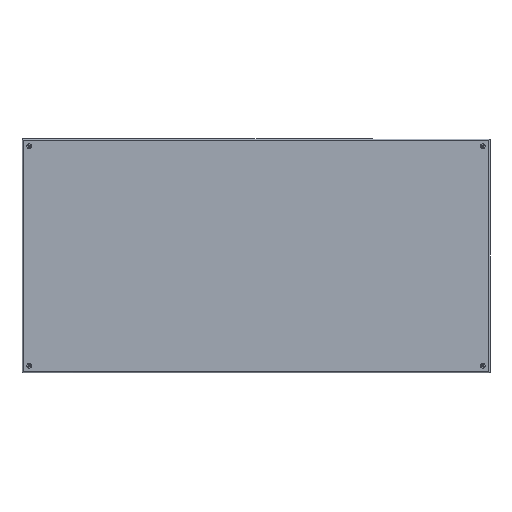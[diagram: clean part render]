
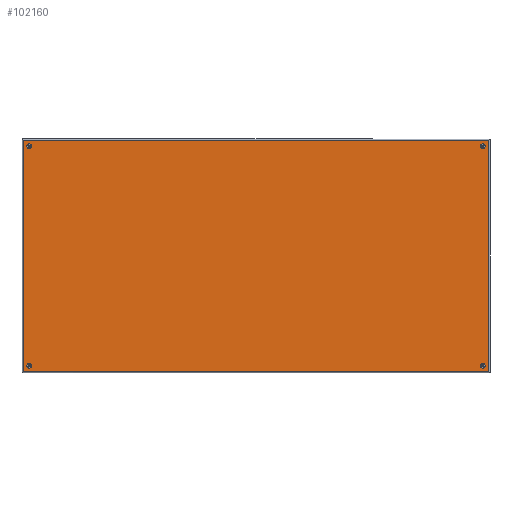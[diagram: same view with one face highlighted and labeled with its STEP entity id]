
A CAD part, left-side view. The second image highlights one B-rep face of the part: STEP entity #102160.
In plain terms, the highlighted face is planar.
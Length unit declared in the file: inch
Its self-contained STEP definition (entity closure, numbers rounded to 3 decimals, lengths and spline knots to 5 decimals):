
#1297 = ORIENTED_EDGE ( 'NONE', *, *, #57683, .T. ) ;
#2697 = DIRECTION ( 'NONE',  ( 0., -1., 0. ) ) ;
#2771 = EDGE_CURVE ( 'NONE', #14668, #29647, #33393, .T. ) ;
#4516 = VERTEX_POINT ( 'NONE', #46255 ) ;
#5230 = VECTOR ( 'NONE', #7688, 39.37008 ) ;
#5349 = ORIENTED_EDGE ( 'NONE', *, *, #85264, .T. ) ;
#6201 = CARTESIAN_POINT ( 'NONE',  ( -11.892, 0., 23.892 ) ) ;
#7688 = DIRECTION ( 'NONE',  ( 0., 0., 1. ) ) ;
#7753 = VECTOR ( 'NONE', #44118, 39.37008 ) ;
#7790 = EDGE_CURVE ( 'NONE', #4516, #20807, #95304, .T. ) ;
#8312 = CARTESIAN_POINT ( 'NONE',  ( 11.25, 0., 23. ) ) ;
#9393 = ORIENTED_EDGE ( 'NONE', *, *, #65260, .T. ) ;
#10091 = AXIS2_PLACEMENT_3D ( 'NONE', #23775, #80458, #14120 ) ;
#10108 = EDGE_CURVE ( 'NONE', #20807, #4516, #40895, .T. ) ;
#10692 = ORIENTED_EDGE ( 'NONE', *, *, #19543, .T. ) ;
#12901 = FACE_OUTER_BOUND ( 'NONE', #34734, .T. ) ;
#14120 = DIRECTION ( 'NONE',  ( 0., 0., 1. ) ) ;
#14668 = VERTEX_POINT ( 'NONE', #29749 ) ;
#15264 = CIRCLE ( 'NONE', #85238, 0.25 ) ;
#15922 = DIRECTION ( 'NONE',  ( 0., -1., 0. ) ) ;
#19543 = EDGE_CURVE ( 'NONE', #32025, #40078, #36074, .T. ) ;
#19731 = DIRECTION ( 'NONE',  ( 0., -1., 0. ) ) ;
#20807 = VERTEX_POINT ( 'NONE', #99672 ) ;
#23565 = CARTESIAN_POINT ( 'NONE',  ( -11.25, 0., 23.25 ) ) ;
#23775 = CARTESIAN_POINT ( 'NONE',  ( 11.25, 0., 23.25 ) ) ;
#24261 = AXIS2_PLACEMENT_3D ( 'NONE', #70971, #104305, #31115 ) ;
#25176 = VECTOR ( 'NONE', #64756, 39.37008 ) ;
#25241 = CARTESIAN_POINT ( 'NONE',  ( 0., 0., -23.892 ) ) ;
#25276 = CARTESIAN_POINT ( 'NONE',  ( -11.892, 0., 0. ) ) ;
#28389 = ORIENTED_EDGE ( 'NONE', *, *, #61955, .T. ) ;
#29647 = VERTEX_POINT ( 'NONE', #8312 ) ;
#29749 = CARTESIAN_POINT ( 'NONE',  ( 11.25, 0., 23.5 ) ) ;
#29995 = EDGE_LOOP ( 'NONE', ( #75297, #9393 ) ) ;
#31115 = DIRECTION ( 'NONE',  ( 0., 0., 1. ) ) ;
#31675 = DIRECTION ( 'NONE',  ( -1., 0., 0. ) ) ;
#32025 = VERTEX_POINT ( 'NONE', #74815 ) ;
#32453 = EDGE_LOOP ( 'NONE', ( #40049, #51614 ) ) ;
#32495 = DIRECTION ( 'NONE',  ( 0., 1., 0. ) ) ;
#33393 = CIRCLE ( 'NONE', #10091, 0.25 ) ;
#34515 = VECTOR ( 'NONE', #31675, 39.37008 ) ;
#34734 = EDGE_LOOP ( 'NONE', ( #28389, #44886, #105667, #10692 ) ) ;
#35235 = AXIS2_PLACEMENT_3D ( 'NONE', #65014, #15922, #73275 ) ;
#35871 = CARTESIAN_POINT ( 'NONE',  ( 11.25, 0., 23.25 ) ) ;
#35870 = CARTESIAN_POINT ( 'NONE',  ( 11.25, 0., -23. ) ) ;
#35967 = EDGE_CURVE ( 'NONE', #29647, #14668, #98902, .T. ) ;
#36074 = LINE ( 'NONE', #25276, #5230 ) ;
#39305 = CARTESIAN_POINT ( 'NONE',  ( 11.892, 0., 0. ) ) ;
#40049 = ORIENTED_EDGE ( 'NONE', *, *, #2771, .T. ) ;
#40078 = VERTEX_POINT ( 'NONE', #6201 ) ;
#40895 = CIRCLE ( 'NONE', #41078, 0.25 ) ;
#41078 = AXIS2_PLACEMENT_3D ( 'NONE', #44104, #19731, #94645 ) ;
#41741 = CARTESIAN_POINT ( 'NONE',  ( -11.25, 0., -23.5 ) ) ;
#43124 = VERTEX_POINT ( 'NONE', #41741 ) ;
#44104 = CARTESIAN_POINT ( 'NONE',  ( -11.25, 0., 23.25 ) ) ;
#44118 = DIRECTION ( 'NONE',  ( 1., 0., 0. ) ) ;
#44485 = CARTESIAN_POINT ( 'NONE',  ( 11.892, 0., -23.892 ) ) ;
#44583 = EDGE_CURVE ( 'NONE', #79841, #90704, #46961, .T. ) ;
#44886 = ORIENTED_EDGE ( 'NONE', *, *, #44583, .T. ) ;
#46255 = CARTESIAN_POINT ( 'NONE',  ( -11.25, 0., 23. ) ) ;
#46553 = VERTEX_POINT ( 'NONE', #75499 ) ;
#46661 = EDGE_LOOP ( 'NONE', ( #5349, #1297 ) ) ;
#46961 = LINE ( 'NONE', #39305, #25176 ) ;
#48774 = LINE ( 'NONE', #92534, #7753 ) ;
#51286 = FACE_BOUND ( 'NONE', #32453, .T. ) ;
#51368 = CARTESIAN_POINT ( 'NONE',  ( 11.25, 0., -23.5 ) ) ;
#51614 = ORIENTED_EDGE ( 'NONE', *, *, #35967, .T. ) ;
#52865 = CARTESIAN_POINT ( 'NONE',  ( -11.25, 0., -23.25 ) ) ;
#55305 = CIRCLE ( 'NONE', #35235, 0.25 ) ;
#56389 = LINE ( 'NONE', #25241, #34515 ) ;
#57472 = CARTESIAN_POINT ( 'NONE',  ( 11.892, 0., 23.892 ) ) ;
#57683 = EDGE_CURVE ( 'NONE', #94822, #65696, #55305, .T. ) ;
#59161 = CARTESIAN_POINT ( 'NONE',  ( 11.25, 0., -23.25 ) ) ;
#60661 = AXIS2_PLACEMENT_3D ( 'NONE', #81668, #32495, #90659 ) ;
#60667 = DIRECTION ( 'NONE',  ( 0., 0., 1. ) ) ;
#61508 = ORIENTED_EDGE ( 'NONE', *, *, #10108, .T. ) ;
#61627 = FACE_BOUND ( 'NONE', #46661, .T. ) ;
#61955 = EDGE_CURVE ( 'NONE', #40078, #79841, #48774, .T. ) ;
#64756 = DIRECTION ( 'NONE',  ( 0., 0., -1. ) ) ;
#65014 = CARTESIAN_POINT ( 'NONE',  ( 11.25, 0., -23.25 ) ) ;
#65260 = EDGE_CURVE ( 'NONE', #43124, #46553, #88894, .T. ) ;
#65613 = DIRECTION ( 'NONE',  ( 0., -1., 0. ) ) ;
#65696 = VERTEX_POINT ( 'NONE', #35870 ) ;
#67827 = AXIS2_PLACEMENT_3D ( 'NONE', #35871, #76414, #60667 ) ;
#70971 = CARTESIAN_POINT ( 'NONE',  ( -11.25, 0., -23.25 ) ) ;
#71303 = EDGE_CURVE ( 'NONE', #90704, #32025, #56389, .T. ) ;
#73177 = AXIS2_PLACEMENT_3D ( 'NONE', #52865, #2697, #84815 ) ;
#73275 = DIRECTION ( 'NONE',  ( 0., 0., 1. ) ) ;
#74815 = CARTESIAN_POINT ( 'NONE',  ( -11.892, 0., -23.892 ) ) ;
#75297 = ORIENTED_EDGE ( 'NONE', *, *, #97724, .T. ) ;
#75499 = CARTESIAN_POINT ( 'NONE',  ( -11.25, 0., -23. ) ) ;
#76414 = DIRECTION ( 'NONE',  ( 0., -1., 0. ) ) ;
#76578 = AXIS2_PLACEMENT_3D ( 'NONE', #23565, #80919, #105792 ) ;
#79841 = VERTEX_POINT ( 'NONE', #57472 ) ;
#80458 = DIRECTION ( 'NONE',  ( 0., -1., 0. ) ) ;
#80919 = DIRECTION ( 'NONE',  ( 0., -1., 0. ) ) ;
#81668 = CARTESIAN_POINT ( 'NONE',  ( 0., 0., 0. ) ) ;
#82124 = ORIENTED_EDGE ( 'NONE', *, *, #7790, .T. ) ;
#84815 = DIRECTION ( 'NONE',  ( 0., 0., 1. ) ) ;
#85238 = AXIS2_PLACEMENT_3D ( 'NONE', #59161, #65613, #99353 ) ;
#85264 = EDGE_CURVE ( 'NONE', #65696, #94822, #15264, .T. ) ;
#88894 = CIRCLE ( 'NONE', #24261, 0.25 ) ;
#90659 = DIRECTION ( 'NONE',  ( 0., 0., 1. ) ) ;
#90704 = VERTEX_POINT ( 'NONE', #44485 ) ;
#92534 = CARTESIAN_POINT ( 'NONE',  ( 0., 0., 23.892 ) ) ;
#94645 = DIRECTION ( 'NONE',  ( 0., 0., 1. ) ) ;
#94822 = VERTEX_POINT ( 'NONE', #51368 ) ;
#95233 = CIRCLE ( 'NONE', #73177, 0.25 ) ;
#95304 = CIRCLE ( 'NONE', #76578, 0.25 ) ;
#96308 = FACE_BOUND ( 'NONE', #104660, .T. ) ;
#97550 = FACE_BOUND ( 'NONE', #29995, .T. ) ;
#97724 = EDGE_CURVE ( 'NONE', #46553, #43124, #95233, .T. ) ;
#98866 = PLANE ( 'NONE',  #60661 ) ;
#98902 = CIRCLE ( 'NONE', #67827, 0.25 ) ;
#99353 = DIRECTION ( 'NONE',  ( 0., 0., 1. ) ) ;
#99672 = CARTESIAN_POINT ( 'NONE',  ( -11.25, 0., 23.5 ) ) ;
#102160 = ADVANCED_FACE ( 'NONE', ( #12901, #51286, #61627, #96308, #97550 ), #98866, .T. ) ;
#104305 = DIRECTION ( 'NONE',  ( 0., -1., 0. ) ) ;
#104660 = EDGE_LOOP ( 'NONE', ( #61508, #82124 ) ) ;
#105667 = ORIENTED_EDGE ( 'NONE', *, *, #71303, .T. ) ;
#105792 = DIRECTION ( 'NONE',  ( 0., 0., 1. ) ) ;
